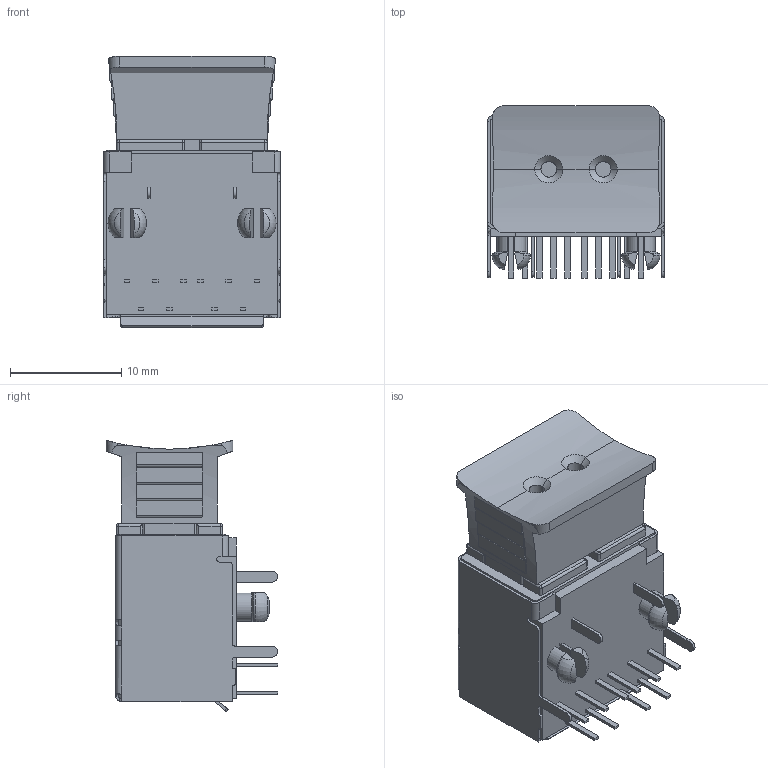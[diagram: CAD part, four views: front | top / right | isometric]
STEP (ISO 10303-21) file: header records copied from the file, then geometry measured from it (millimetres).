
FILE_DESCRIPTION (( 'STEP AP214' ), '1' );
FILE_NAME ('AFBR-59F2Z.STEP', '2019-04-16T13:19:33', ( '' ), ( '' ), 'SwSTEP 2.0', 'SolidWorks 2017', '' );
FILE_SCHEMA (( 'AUTOMOTIVE_DESIGN' ));
Length unit declared in the file: millimetre
Products named in the file (1): AFBR-59F2Z
Bounding box: 15.9 x 15.45 x 24.4 mm (x, y, z)
Volume: 3573.7 mm3; surface area: 3268.3 mm2
Topology: 14 solids, 14 shells, 482 faces, 1214 edges, 754 vertices
Faces by surface type: plane 296, cylinder 154, torus 12, bspline 8, sphere 8, cone 4
Entity records: 15717 total; most frequent: CARTESIAN_POINT 4127, ORIENTED_EDGE 2412, DIRECTION 2308, EDGE_CURVE 1206, VECTOR 806, LINE 806, VERTEX_POINT 754, AXIS2_PLACEMENT_3D 751
